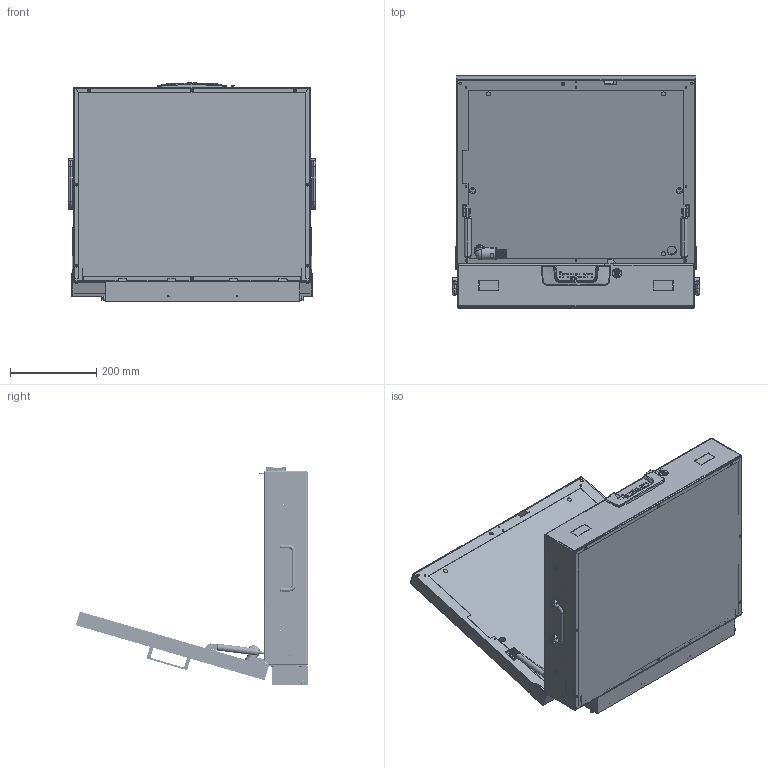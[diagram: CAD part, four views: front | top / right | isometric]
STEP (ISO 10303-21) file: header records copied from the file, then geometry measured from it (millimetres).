
FILE_DESCRIPTION (( 'STEP AP214' ), '1' );
FILE_NAME ('INGUN_114670_open.STEP', '2024-02-07T08:38:14', ( '' ), ( '' ), 'SwSTEP 2.0', 'SolidWorks 2021', '' );
FILE_SCHEMA (( 'AUTOMOTIVE_DESIGN' ));
Length unit declared in the file: millimetre
Products named in the file (48): 11655~0; 1607~1; DIN912~n_M04,0x012; 112026~0_Mitte<S>; DIN985-A2~n_M04,0; 112079~7_S; 11657~0; 113686~0_S; 19420~3; 113604~0; 112078~3_S; ISO7380~n_M04,0x012; 112093~1; K_02037~0_Standard ohne Dyn Punkt<Standard>; DIN7991~n_M03,0x006; 115766~0_S; 32171~0_S; 114364~0_S; Gewindebuchse~n_M04-07,5 offen; 115289~0_S; 49317~0; 112025~2_S; 113436~0_S; 31788~1_ausgefahren<Standard>; 114196_002~0; 112087~2_S; 112085~8_KUNDE<S>; 112094~1_S; ISO7380~n_M04,0x008; K_02038~0; 114196_001~0; 113687~0_S; 112080~5_S; 114196~0; 22745~1_S; 114196_004~0_S; 113537~0_S; 100974~1_KUNDE<S>; 31788~1_flexibel<Standard>; DIN912~n_M04,0x040 ...
Assembly tree (85 placements, depth 5):
  INGUN_114670_open
    113687~0_S
      113686~0_S
      32171~0_S
      112992~2_S  x2
      49317~0  x2
      114196~0  x2
        114196_001~0
        114196_002~0
        114196_003~0
        114196_004~0_S
      DIN912~n_M04,0x012
      112024~0_S
      112025~2_S
      DIN125~n_04,3 M04,0
      DIN985-A2~n_M04,0
      112026~0_Mitte<S>
      ISO7380~n_M03,0x005
      114364~0_S
    112085~8_KUNDE<S>
      115766~0_S
        112080~5_S
        Gewindebuchse~n_M04-07,5 offen  x4
      112078~3_S
      112079~7_S
      100974~1_KUNDE<S>
      1607~1  x2
      ISO7380~n_M04,0x012  x4
      112176~0_S  x2
        112087~2_S
          111995~2_S
          115289~0_S
        49317~0
      19420~3
      11657~0
      11655~0
    31788~1_ausgefahren<Standard>
      K_02037~0_Standard ohne Dyn Punkt<Standard>
      K_02038~0
    31788~1_flexibel<Standard>
      K_02037~0_Standard ohne Dyn Punkt<Standard>
      K_02038~0
    112094~1_S
      112093~1
      DIN7991~n_M03,0x006  x8
    113537~0_S
      113604~0
      DIN125~n_04,3 M04,0  x4
      ISO7380~n_M04,0x008  x4
    113436~0_S
      22745~1_S
      DIN912~n_M04,0x040  x8
Bounding box: 574 x 538.87 x 506.35 mm (x, y, z)
Volume: 5641091.4 mm3; surface area: 2566332.4 mm2
Topology: 87 solids, 95 shells, 4198 faces, 10465 edges, 6723 vertices
Faces by surface type: plane 1815, cylinder 1776, cone 311, bspline 204, torus 92
Entity records: 105198 total; most frequent: CARTESIAN_POINT 34345, DIRECTION 14347, ORIENTED_EDGE 13930, EDGE_CURVE 6965, AXIS2_PLACEMENT_3D 5295, VERTEX_POINT 4487, LINE 3757, VECTOR 3757
